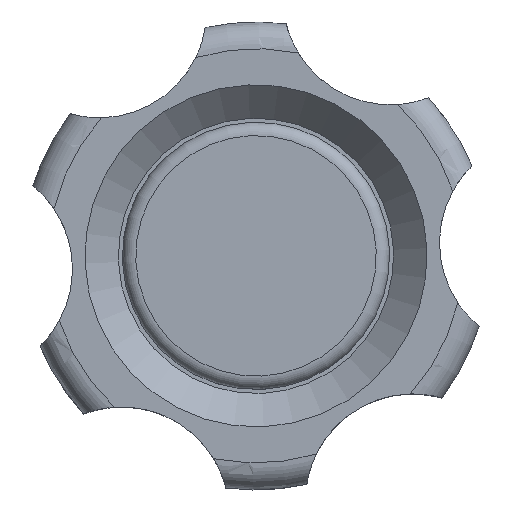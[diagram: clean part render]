
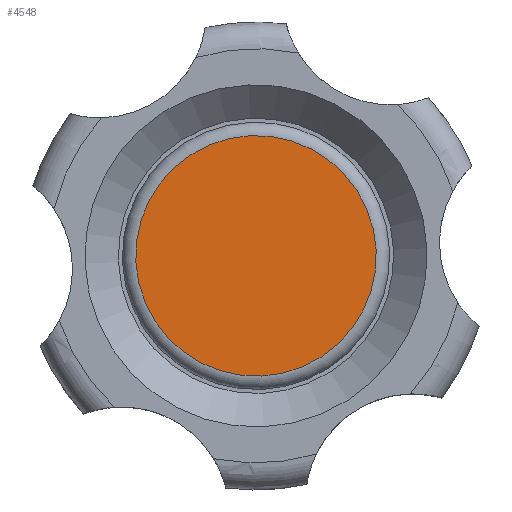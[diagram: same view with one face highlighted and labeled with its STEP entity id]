
A CAD part, top view. The second image highlights one B-rep face of the part: STEP entity #4548.
In plain terms, the highlighted planar face has unit normal (0, 0, 1).
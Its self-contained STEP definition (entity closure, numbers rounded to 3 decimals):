
#413=PLANE('',#4848);
#645=FACE_OUTER_BOUND('',#903,.T.);
#903=EDGE_LOOP('',(#3823,#3824));
#1637=CIRCLE('',#4849,9.);
#1638=CIRCLE('',#4850,9.);
#2076=VERTEX_POINT('',#8513);
#2077=VERTEX_POINT('',#8514);
#2693=EDGE_CURVE('',#2076,#2077,#1637,.T.);
#2694=EDGE_CURVE('',#2077,#2076,#1638,.T.);
#3823=ORIENTED_EDGE('',*,*,#2693,.F.);
#3824=ORIENTED_EDGE('',*,*,#2694,.F.);
#4548=ADVANCED_FACE('',(#645),#413,.T.);
#4848=AXIS2_PLACEMENT_3D('',#8512,#5692,#5693);
#4849=AXIS2_PLACEMENT_3D('',#8515,#5694,#5695);
#4850=AXIS2_PLACEMENT_3D('',#8516,#5696,#5697);
#5692=DIRECTION('center_axis',(0.,0.,1.));
#5693=DIRECTION('ref_axis',(-0.955,0.297,0.));
#5694=DIRECTION('center_axis',(0.,0.,-1.));
#5695=DIRECTION('ref_axis',(0.297,0.955,0.));
#5696=DIRECTION('center_axis',(0.,0.,-1.));
#5697=DIRECTION('ref_axis',(0.297,0.955,0.));
#8512=CARTESIAN_POINT('Origin',(-1.484,-4.775,17.5));
#8513=CARTESIAN_POINT('',(-2.671,-8.595,17.5));
#8514=CARTESIAN_POINT('',(8.595,-2.671,17.5));
#8515=CARTESIAN_POINT('Origin',(0.,0.,17.5));
#8516=CARTESIAN_POINT('Origin',(0.,0.,17.5));
